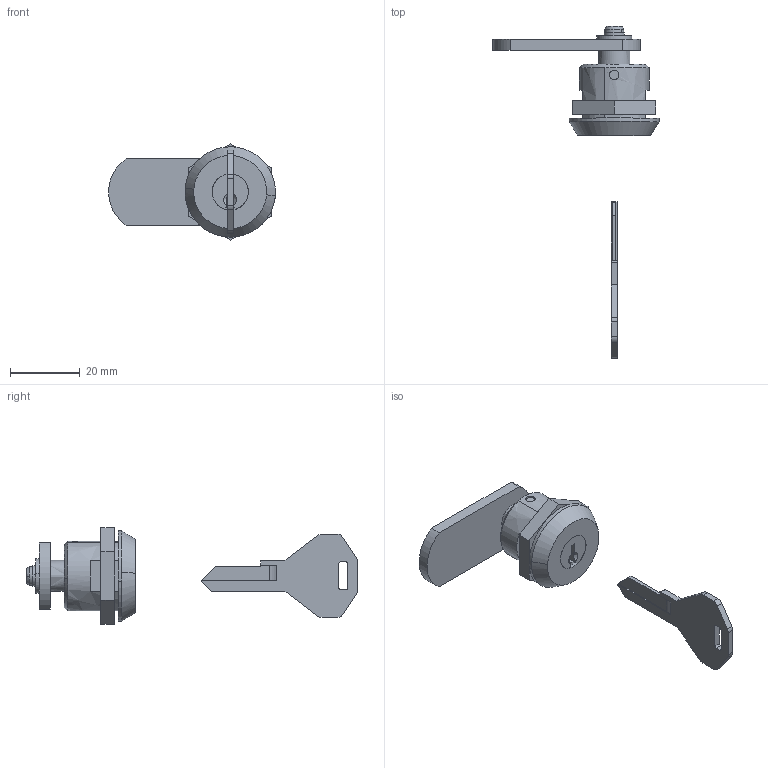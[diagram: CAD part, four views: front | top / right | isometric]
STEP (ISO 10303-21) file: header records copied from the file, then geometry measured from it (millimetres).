
FILE_DESCRIPTION((''),'2;1');
FILE_NAME('','2005-07-15T14:02:06',(''),(''),'','CADfix','');
FILE_SCHEMA(('AUTOMOTIVE_DESIGN'));
Length unit declared in the file: millimetre
Products named in the file (7): screw; nut_2; nut_1; lock; key; cam; TL_122_001_12080_36
Assembly tree (6 placements, depth 2):
  TL_122_001_12080_36
    screw
    nut_2
    nut_1
    lock
    key
    cam
Bounding box: 47.96 x 95.5 x 27.71 mm (x, y, z)
Volume: 11102.2 mm3; surface area: 8425.5 mm2
Topology: 8 solids, 8 shells, 150 faces, 436 edges, 307 vertices
Faces by surface type: bspline 150
Entity records: 5319 total; most frequent: CARTESIAN_POINT 2682, ORIENTED_EDGE 872, EDGE_CURVE 436, VERTEX_POINT 307, QUASI_UNIFORM_CURVE 244, EDGE_LOOP 165, FACE_OUTER_BOUND 150, ADVANCED_FACE 150
